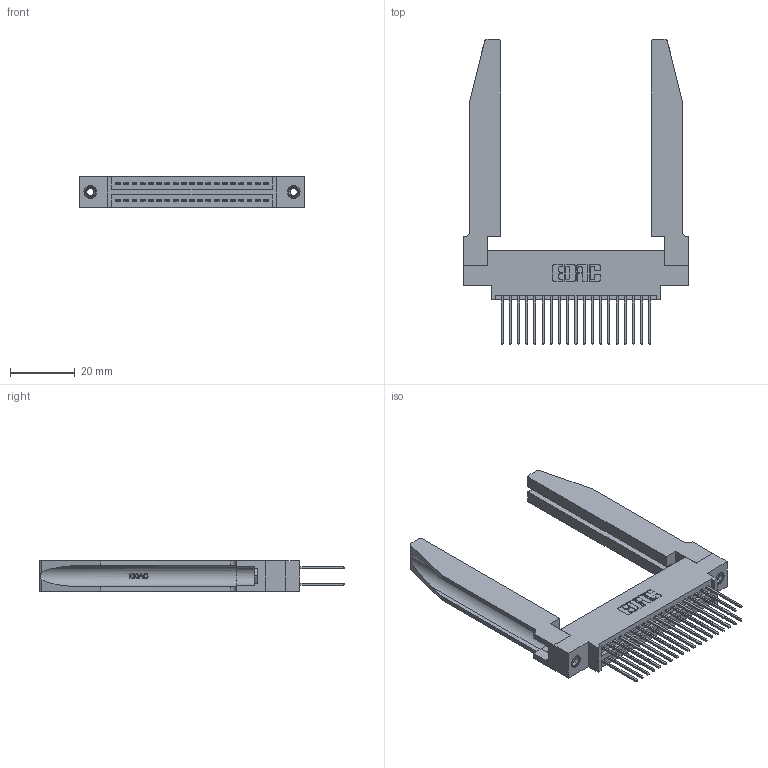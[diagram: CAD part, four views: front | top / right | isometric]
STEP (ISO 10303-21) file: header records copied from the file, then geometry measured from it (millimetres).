
FILE_DESCRIPTION (( 'STEP AP203' ), '1' );
FILE_NAME ('345-038-540-878.STEP', '2019-10-28T15:07:49', ( '' ), ( '' ), 'SwSTEP 2.0', 'SolidWorks 2016', '' );
FILE_SCHEMA (( 'CONFIG_CONTROL_DESIGN' ));
Length unit declared in the file: inch
Products named in the file (5): 345-038-540-878; 345-292-001_345-293-140; 345-220-078_345-220-078; 345-250-001_345-250-001-102; 345 Part_0.170 Offset - 0.156 Dia-TH
Assembly tree (43 placements, depth 2):
  345-038-540-878
    345 Part_0.170 Offset - 0.156 Dia-TH
    345-292-001_345-293-140  x38
    345-250-001_345-250-001-102  x2
    345-220-078_345-220-078  x2
Bounding box: 69.49 x 94.41 x 9.4 mm (x, y, z)
Volume: 14338.4 mm3; surface area: 16913.3 mm2
Topology: 43 solids, 43 shells, 2264 faces, 6623 edges, 4354 vertices
Faces by surface type: plane 1480, cylinder 732, bspline 36, cone 12, torus 4
Entity records: 22894 total; most frequent: CARTESIAN_POINT 4779, ORIENTED_EDGE 3610, DIRECTION 3235, EDGE_CURVE 1805, LINE 1503, VECTOR 1503, VERTEX_POINT 1196, AXIS2_PLACEMENT_3D 866
